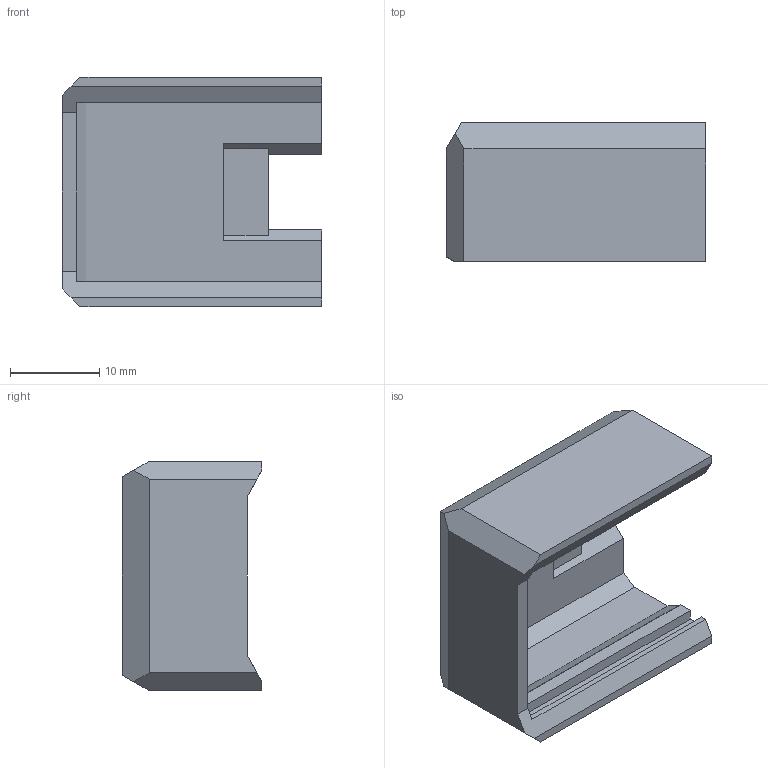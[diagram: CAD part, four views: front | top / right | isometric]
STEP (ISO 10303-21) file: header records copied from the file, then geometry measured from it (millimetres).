
FILE_DESCRIPTION (( 'STEP AP214' ), '1' );
FILE_NAME ('Main_body.STEP', '2023-11-16T18:48:56', ( '' ), ( '' ), 'SwSTEP 2.0', 'SolidWorks 2020', '' );
FILE_SCHEMA (( 'AUTOMOTIVE_DESIGN' ));
Length unit declared in the file: millimetre
Products named in the file (1): Main_body
Bounding box: 29.1 x 15.6 x 25.7 mm (x, y, z)
Volume: 2842.1 mm3; surface area: 3863.9 mm2
Topology: 1 solids, 1 shells, 240 faces, 646 edges, 430 vertices
Faces by surface type: plane 209, bspline 22, cylinder 9
Entity records: 8058 total; most frequent: CARTESIAN_POINT 2123, ORIENTED_EDGE 1292, DIRECTION 1058, EDGE_CURVE 646, VECTOR 584, LINE 584, VERTEX_POINT 430, EDGE_LOOP 262
